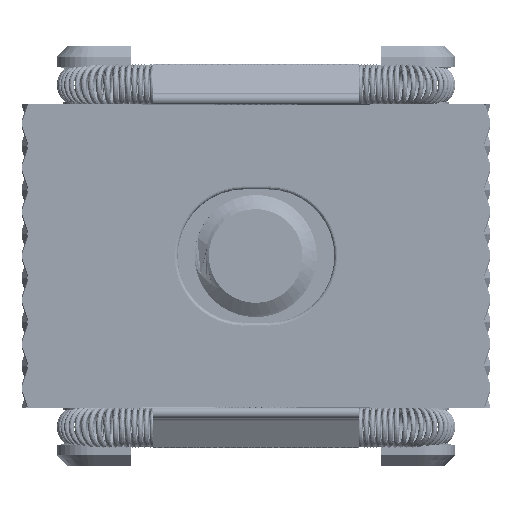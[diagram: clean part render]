
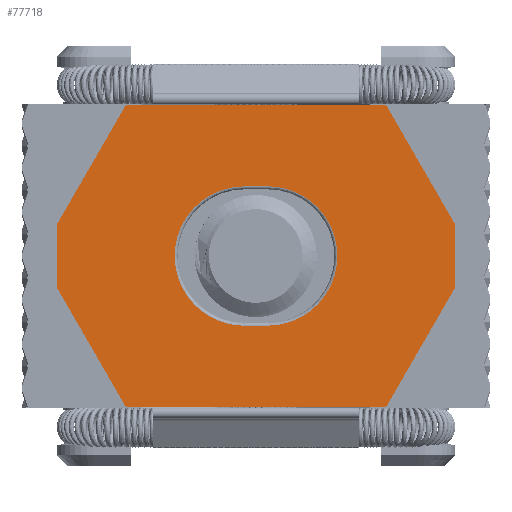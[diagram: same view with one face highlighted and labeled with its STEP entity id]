
A CAD part, front view. The second image highlights one B-rep face of the part: STEP entity #77718.
In plain terms, the highlighted face is planar.
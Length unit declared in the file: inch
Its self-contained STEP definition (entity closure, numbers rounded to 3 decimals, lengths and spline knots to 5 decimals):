
#1765 = CARTESIAN_POINT ( 'NONE',  ( -0.14961, 0.18701, 0. ) ) ;
#2630 = ORIENTED_EDGE ( 'NONE', *, *, #73907, .F. ) ;
#3151 = DIRECTION ( 'NONE',  ( 0., 1., 0. ) ) ;
#6476 = DIRECTION ( 'NONE',  ( 1., 0., 0. ) ) ;
#7024 = ORIENTED_EDGE ( 'NONE', *, *, #40609, .F. ) ;
#7044 = VECTOR ( 'NONE', #79439, 39.37008 ) ;
#9027 = CARTESIAN_POINT ( 'NONE',  ( -0.14961, 0.81693, 0. ) ) ;
#9032 = VECTOR ( 'NONE', #45935, 39.37008 ) ;
#9247 = VECTOR ( 'NONE', #84466, 39.37008 ) ;
#9987 = LINE ( 'NONE', #19206, #46736 ) ;
#10533 = CARTESIAN_POINT ( 'NONE',  ( 0.12008, 1.54331, 0. ) ) ;
#10576 = VERTEX_POINT ( 'NONE', #39245 ) ;
#13037 = CARTESIAN_POINT ( 'NONE',  ( -0.14961, 0.81693, 0. ) ) ;
#13810 = EDGE_CURVE ( 'NONE', #40985, #34799, #37278, .T. ) ;
#13830 = VERTEX_POINT ( 'NONE', #19240 ) ;
#14797 = CARTESIAN_POINT ( 'NONE',  ( 0., 1.54331, 0. ) ) ;
#18926 = CARTESIAN_POINT ( 'NONE',  ( 0.70276, 1.27623, 0. ) ) ;
#18984 = VECTOR ( 'NONE', #80975, 39.37008 ) ;
#19018 = VERTEX_POINT ( 'NONE', #9027 ) ;
#19206 = CARTESIAN_POINT ( 'NONE',  ( 0.38976, 0.77165, 0. ) ) ;
#19240 = CARTESIAN_POINT ( 'NONE',  ( 0.38976, 0.81693, 0. ) ) ;
#19637 = EDGE_CURVE ( 'NONE', #80828, #38974, #83597, .T. ) ;
#19987 = CARTESIAN_POINT ( 'NONE',  ( 0.38976, 1.3563, 0. ) ) ;
#20340 = EDGE_LOOP ( 'NONE', ( #30666, #46278, #73105, #84429 ) ) ;
#21014 = ORIENTED_EDGE ( 'NONE', *, *, #19637, .F. ) ;
#21165 = VERTEX_POINT ( 'NONE', #14797 ) ;
#22809 = CARTESIAN_POINT ( 'NONE',  ( -0.4626, 1.27623, 0. ) ) ;
#25326 = LINE ( 'NONE', #72571, #7044 ) ;
#27108 = EDGE_CURVE ( 'NONE', #48222, #40985, #56890, .T. ) ;
#28239 = LINE ( 'NONE', #10533, #42277 ) ;
#28548 = CARTESIAN_POINT ( 'NONE',  ( 0.24016, 0., 0. ) ) ;
#28608 = VECTOR ( 'NONE', #83284, 39.37008 ) ;
#29343 = VERTEX_POINT ( 'NONE', #56366 ) ;
#29676 = FACE_BOUND ( 'NONE', #20340, .T. ) ;
#30666 = ORIENTED_EDGE ( 'NONE', *, *, #46648, .F. ) ;
#31896 = LINE ( 'NONE', #43205, #9247 ) ;
#33852 = EDGE_LOOP ( 'NONE', ( #2630, #21014, #7024, #69803, #70719, #40528, #72709, #52750 ) ) ;
#34799 = VERTEX_POINT ( 'NONE', #74176 ) ;
#34902 = CARTESIAN_POINT ( 'NONE',  ( 0.38976, 0.72638, 0. ) ) ;
#36740 = VERTEX_POINT ( 'NONE', #88619 ) ;
#37278 = LINE ( 'NONE', #18926, #18984 ) ;
#37656 = EDGE_CURVE ( 'NONE', #13830, #36740, #9987, .T. ) ;
#38388 = CARTESIAN_POINT ( 'NONE',  ( 0.12008, 0., 0. ) ) ;
#38974 = VERTEX_POINT ( 'NONE', #54196 ) ;
#39245 = CARTESIAN_POINT ( 'NONE',  ( 0.24016, 0., 0. ) ) ;
#40528 = ORIENTED_EDGE ( 'NONE', *, *, #27108, .F. ) ;
#40609 = EDGE_CURVE ( 'NONE', #21165, #80828, #31896, .T. ) ;
#40712 = VECTOR ( 'NONE', #3151, 39.37008 ) ;
#40985 = VERTEX_POINT ( 'NONE', #77774 ) ;
#42277 = VECTOR ( 'NONE', #44903, 39.37008 ) ;
#43205 = CARTESIAN_POINT ( 'NONE',  ( 0., 1.54331, 0. ) ) ;
#44903 = DIRECTION ( 'NONE',  ( -1., 0., 0. ) ) ;
#45696 = LINE ( 'NONE', #86584, #9032 ) ;
#45935 = DIRECTION ( 'NONE',  ( 0., 1., 0. ) ) ;
#46278 = ORIENTED_EDGE ( 'NONE', *, *, #78858, .F. ) ;
#46300 = AXIS2_PLACEMENT_3D ( 'NONE', #82078, #47761, #6476 ) ;
#46648 = EDGE_CURVE ( 'NONE', #19018, #13830, #89288, .T. ) ;
#46736 = VECTOR ( 'NONE', #67438, 39.37008 ) ;
#47761 = DIRECTION ( 'NONE',  ( 0., 0., 1. ) ) ;
#48222 = VERTEX_POINT ( 'NONE', #67432 ) ;
#49977 = CARTESIAN_POINT ( 'NONE',  ( -0.14961, 0.72638, 0. ) ) ;
#52750 = ORIENTED_EDGE ( 'NONE', *, *, #84716, .F. ) ;
#54196 = CARTESIAN_POINT ( 'NONE',  ( -0.4626, 0.26708, 0. ) ) ;
#54348 = CARTESIAN_POINT ( 'NONE',  ( -0.14961, 1.3563, 0. ) ) ;
#54431 = LINE ( 'NONE', #38388, #88864 ) ;
#55622 = CARTESIAN_POINT ( 'NONE',  ( -0.4626, 0.77165, 0. ) ) ;
#56366 = CARTESIAN_POINT ( 'NONE',  ( 0., 0., 0. ) ) ;
#56890 = LINE ( 'NONE', #79329, #40712 ) ;
#60891 =( BOUNDED_CURVE ( )  B_SPLINE_CURVE ( 3, ( #34902, #76231, #1765, #49977 ),
 .UNSPECIFIED., .F., .F. ) 
 B_SPLINE_CURVE_WITH_KNOTS ( ( 4, 4 ),
 ( 0., 1. ),
 .UNSPECIFIED. ) 
 CURVE ( )  GEOMETRIC_REPRESENTATION_ITEM ( )  RATIONAL_B_SPLINE_CURVE ( ( 1., 0.333, 0.333, 1. ) ) 
 REPRESENTATION_ITEM ( '' )  );
#64304 = EDGE_CURVE ( 'NONE', #36740, #72825, #60891, .T. ) ;
#65057 = LINE ( 'NONE', #28548, #83337 ) ;
#66802 = CARTESIAN_POINT ( 'NONE',  ( -0.14961, 0.72638, 0. ) ) ;
#67432 = CARTESIAN_POINT ( 'NONE',  ( 0.70276, 0.26708, 0. ) ) ;
#67438 = DIRECTION ( 'NONE',  ( 0., -1., 0. ) ) ;
#68207 = CARTESIAN_POINT ( 'NONE',  ( 0.38976, 0.81693, 0. ) ) ;
#68281 = PLANE ( 'NONE',  #46300 ) ;
#68590 = FACE_OUTER_BOUND ( 'NONE', #33852, .T. ) ;
#69803 = ORIENTED_EDGE ( 'NONE', *, *, #86495, .F. ) ;
#70719 = ORIENTED_EDGE ( 'NONE', *, *, #13810, .F. ) ;
#72571 = CARTESIAN_POINT ( 'NONE',  ( -0.4626, 0.26708, 0. ) ) ;
#72709 = ORIENTED_EDGE ( 'NONE', *, *, #86764, .F. ) ;
#72791 = DIRECTION ( 'NONE',  ( 1., 0., 0. ) ) ;
#72825 = VERTEX_POINT ( 'NONE', #66802 ) ;
#73105 = ORIENTED_EDGE ( 'NONE', *, *, #64304, .F. ) ;
#73907 = EDGE_CURVE ( 'NONE', #38974, #29343, #25326, .T. ) ;
#74176 = CARTESIAN_POINT ( 'NONE',  ( 0.24016, 1.54331, 0. ) ) ;
#76231 = CARTESIAN_POINT ( 'NONE',  ( 0.38976, 0.18701, 0. ) ) ;
#76819 = DIRECTION ( 'NONE',  ( 0.866, 0.5, 0. ) ) ;
#77718 = ADVANCED_FACE ( 'NONE', ( #29676, #68590 ), #68281, .F. ) ;
#77774 = CARTESIAN_POINT ( 'NONE',  ( 0.70276, 1.27623, 0. ) ) ;
#78858 = EDGE_CURVE ( 'NONE', #72825, #19018, #45696, .T. ) ;
#79329 = CARTESIAN_POINT ( 'NONE',  ( 0.70276, 0.77165, 0. ) ) ;
#79439 = DIRECTION ( 'NONE',  ( 0.866, -0.5, 0. ) ) ;
#80828 = VERTEX_POINT ( 'NONE', #22809 ) ;
#80975 = DIRECTION ( 'NONE',  ( -0.866, 0.5, 0. ) ) ;
#82078 = CARTESIAN_POINT ( 'NONE',  ( 0.12008, 0.77165, 0. ) ) ;
#83284 = DIRECTION ( 'NONE',  ( 0., -1., 0. ) ) ;
#83337 = VECTOR ( 'NONE', #76819, 39.37008 ) ;
#83597 = LINE ( 'NONE', #55622, #28608 ) ;
#84429 = ORIENTED_EDGE ( 'NONE', *, *, #37656, .F. ) ;
#84466 = DIRECTION ( 'NONE',  ( -0.866, -0.5, 0. ) ) ;
#84716 = EDGE_CURVE ( 'NONE', #29343, #10576, #54431, .T. ) ;
#86495 = EDGE_CURVE ( 'NONE', #34799, #21165, #28239, .T. ) ;
#86584 = CARTESIAN_POINT ( 'NONE',  ( -0.14961, 0.77165, 0. ) ) ;
#86764 = EDGE_CURVE ( 'NONE', #10576, #48222, #65057, .T. ) ;
#88619 = CARTESIAN_POINT ( 'NONE',  ( 0.38976, 0.72638, 0. ) ) ;
#88864 = VECTOR ( 'NONE', #72791, 39.37008 ) ;
#89288 =( BOUNDED_CURVE ( )  B_SPLINE_CURVE ( 3, ( #13037, #54348, #19987, #68207 ),
 .UNSPECIFIED., .F., .F. ) 
 B_SPLINE_CURVE_WITH_KNOTS ( ( 4, 4 ),
 ( 0., 1. ),
 .UNSPECIFIED. ) 
 CURVE ( )  GEOMETRIC_REPRESENTATION_ITEM ( )  RATIONAL_B_SPLINE_CURVE ( ( 1., 0.333, 0.333, 1. ) ) 
 REPRESENTATION_ITEM ( '' )  );
